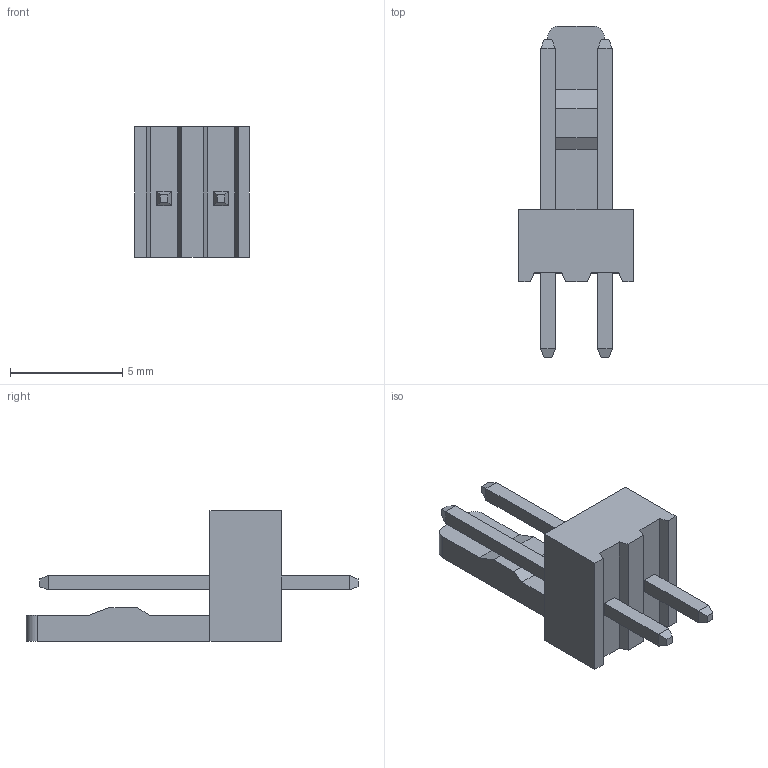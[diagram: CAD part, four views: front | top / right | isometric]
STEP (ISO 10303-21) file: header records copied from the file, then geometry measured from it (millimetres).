
FILE_DESCRIPTION (( 'STEP AP214' ), '1' );
FILE_NAME ('11633, SWR25X-NRTC-S02-ST-BA.STEP', '2012-09-24T08:20:25', ( '' ), ( '' ), 'SwSTEP 2.0', 'SolidWorks 2012', '' );
FILE_SCHEMA (( 'AUTOMOTIVE_DESIGN' ));
Length unit declared in the file: millimetre
Products named in the file (1): 11633, SWR25X-NRTC-S02-ST-BA
Bounding box: 5.12 x 14.8 x 5.8 mm (x, y, z)
Volume: 123.2 mm3; surface area: 250.8 mm2
Topology: 1 solids, 1 shells, 60 faces, 146 edges, 92 vertices
Faces by surface type: plane 58, cylinder 2
Entity records: 1740 total; most frequent: CARTESIAN_POINT 299, ORIENTED_EDGE 292, DIRECTION 272, EDGE_CURVE 146, LINE 142, VECTOR 142, VERTEX_POINT 92, AXIS2_PLACEMENT_3D 65
